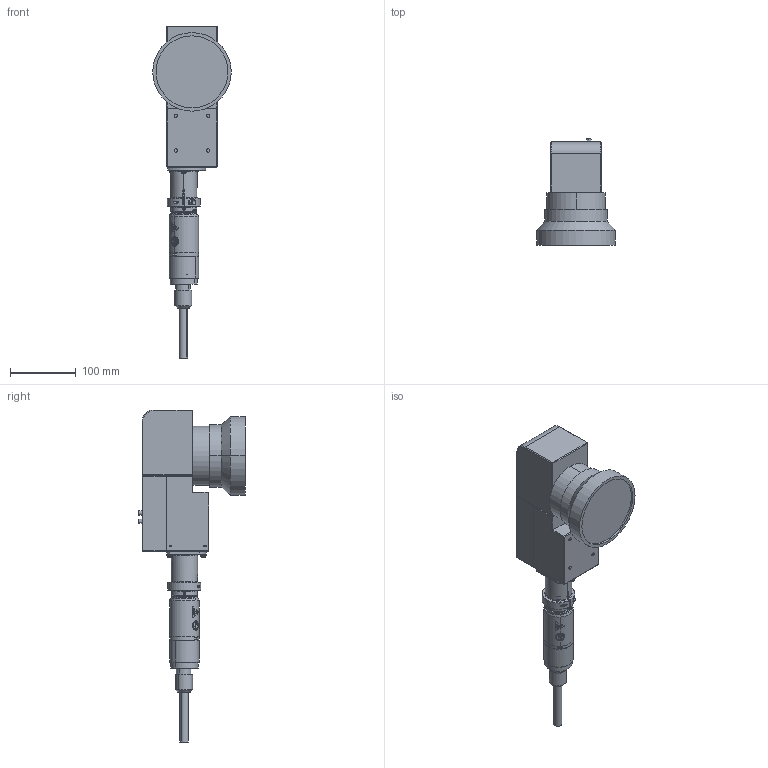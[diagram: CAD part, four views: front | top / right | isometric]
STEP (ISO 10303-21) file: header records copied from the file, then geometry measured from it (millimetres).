
FILE_DESCRIPTION (( 'STEP AP214' ), '1' );
FILE_NAME ('SPI_420.STEP', '2013-09-13T18:21:14', ( 'USER-PC' ), ( '' ), 'SwSTEP 2.0', 'SolidWorks 2012', '' );
FILE_SCHEMA (( 'AUTOMOTIVE_DESIGN' ));
Length unit declared in the file: inch
Products named in the file (1): SPI_420
Bounding box: 119.8 x 162.83 x 506.62 mm (x, y, z)
Surface area: 181498.5 mm2 (no closed solid volume)
Topology: 0 solids, 75 shells, 922 faces, 4071 edges, 3247 vertices
Faces by surface type: cylinder 510, plane 245, cone 134, bspline 16, torus 9, sphere 8
Entity records: 71336 total; most frequent: CARTESIAN_POINT 28229, ORIENTED_EDGE 6292, DIRECTION 5691, EDGE_CURVE 4069, VERTEX_POINT 3247, AXIS2_PLACEMENT_3D 2068, LINE 1555, VECTOR 1555
